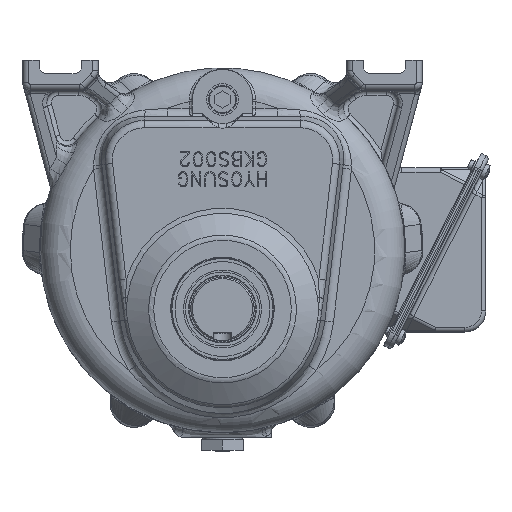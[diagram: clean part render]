
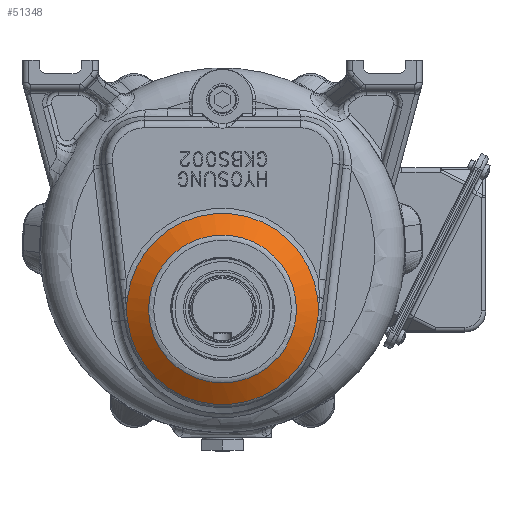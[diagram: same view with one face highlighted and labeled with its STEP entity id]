
A CAD part, top view. The second image highlights one B-rep face of the part: STEP entity #51348.
In plain terms, the highlighted conical face has half-angle 55.561 degrees and reference radius 65 mm.
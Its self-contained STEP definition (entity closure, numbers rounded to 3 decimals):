
#11168=B_SPLINE_CURVE_WITH_KNOTS('',3,(#77461,#77462,#77463,#77464),
 .UNSPECIFIED.,.F.,.F.,(4,4),(0.,0.008),.UNSPECIFIED.);
#11169=B_SPLINE_CURVE_WITH_KNOTS('',3,(#77467,#77468,#77469,#77470),
 .UNSPECIFIED.,.F.,.F.,(4,4),(0.,0.007),.UNSPECIFIED.);
#11170=B_SPLINE_CURVE_WITH_KNOTS('',3,(#77474,#77475,#77476,#77477),
 .UNSPECIFIED.,.F.,.F.,(4,4),(0.,0.007),.UNSPECIFIED.);
#11171=B_SPLINE_CURVE_WITH_KNOTS('',3,(#77479,#77480,#77481,#77482),
 .UNSPECIFIED.,.F.,.F.,(4,4),(0.,0.008),.UNSPECIFIED.);
#12734=ORIENTED_EDGE('',*,*,#28600,.T.);
#12735=ORIENTED_EDGE('',*,*,#28601,.T.);
#12736=ORIENTED_EDGE('',*,*,#28602,.T.);
#12737=ORIENTED_EDGE('',*,*,#28603,.T.);
#12738=ORIENTED_EDGE('',*,*,#28604,.T.);
#12739=ORIENTED_EDGE('',*,*,#28605,.T.);
#12740=ORIENTED_EDGE('',*,*,#28606,.T.);
#28600=EDGE_CURVE('',#36509,#36509,#41286,.F.);
#28601=EDGE_CURVE('',#36510,#36511,#11168,.T.);
#28602=EDGE_CURVE('',#36511,#36512,#11169,.T.);
#28603=EDGE_CURVE('',#36512,#36513,#41287,.T.);
#28604=EDGE_CURVE('',#36513,#36514,#11170,.T.);
#28605=EDGE_CURVE('',#36514,#36515,#11171,.F.);
#28606=EDGE_CURVE('',#36515,#36510,#41288,.F.);
#36509=VERTEX_POINT('',#77460);
#36510=VERTEX_POINT('',#77465);
#36511=VERTEX_POINT('',#77466);
#36512=VERTEX_POINT('',#77471);
#36513=VERTEX_POINT('',#77473);
#36514=VERTEX_POINT('',#77478);
#36515=VERTEX_POINT('',#77483);
#41286=CIRCLE('',#55075,49.034);
#41287=CIRCLE('',#55076,63.476);
#41288=CIRCLE('',#55077,63.466);
#43819=EDGE_LOOP('',(#12734));
#43820=EDGE_LOOP('',(#12735,#12736,#12737,#12738,#12739,#12740));
#47548=FACE_BOUND('',#43819,.T.);
#47549=FACE_BOUND('',#43820,.T.);
#51212=CONICAL_SURFACE('',#55074,65.,0.97);
#51348=ADVANCED_FACE('',(#47548,#47549),#51212,.T.);
#55074=AXIS2_PLACEMENT_3D('',#77458,#60938,#60939);
#55075=AXIS2_PLACEMENT_3D('',#77459,#60940,#60941);
#55076=AXIS2_PLACEMENT_3D('',#77472,#60942,#60943);
#55077=AXIS2_PLACEMENT_3D('',#77484,#60944,#60945);
#60938=DIRECTION('',(0.,0.,-1.));
#60939=DIRECTION('',(0.,1.,0.));
#60940=DIRECTION('',(0.,0.,1.));
#60941=DIRECTION('',(0.,-1.,0.));
#60942=DIRECTION('',(0.,0.,1.));
#60943=DIRECTION('',(0.,-1.,0.));
#60944=DIRECTION('',(0.,0.,-1.));
#60945=DIRECTION('',(0.,1.,0.));
#77458=CARTESIAN_POINT('',(0.,-39.05,140.));
#77459=CARTESIAN_POINT('',(0.,-39.05,150.948));
#77460=CARTESIAN_POINT('',(0.,-88.084,150.948));
#77461=CARTESIAN_POINT('',(-63.013,-31.477,141.052));
#77462=CARTESIAN_POINT('',(-63.336,-34.162,141.052));
#77463=CARTESIAN_POINT('',(-63.647,-36.843,140.94));
#77464=CARTESIAN_POINT('',(-63.922,-39.522,140.738));
#77465=CARTESIAN_POINT('',(-63.013,-31.477,141.052));
#77466=CARTESIAN_POINT('',(-63.922,-39.522,140.738));
#77467=CARTESIAN_POINT('',(-63.922,-39.522,140.738));
#77468=CARTESIAN_POINT('',(-63.608,-41.823,140.941));
#77469=CARTESIAN_POINT('',(-63.315,-44.131,141.045));
#77470=CARTESIAN_POINT('',(-63.044,-46.447,141.045));
#77471=CARTESIAN_POINT('',(-63.044,-46.447,141.045));
#77472=CARTESIAN_POINT('',(0.,-39.05,141.045));
#77473=CARTESIAN_POINT('',(63.044,-46.447,141.045));
#77474=CARTESIAN_POINT('',(63.044,-46.447,141.045));
#77475=CARTESIAN_POINT('',(63.315,-44.131,141.045));
#77476=CARTESIAN_POINT('',(63.608,-41.823,140.941));
#77477=CARTESIAN_POINT('',(63.922,-39.522,140.738));
#77478=CARTESIAN_POINT('',(63.922,-39.522,140.738));
#77479=CARTESIAN_POINT('',(63.013,-31.477,141.052));
#77480=CARTESIAN_POINT('',(63.336,-34.162,141.052));
#77481=CARTESIAN_POINT('',(63.647,-36.843,140.94));
#77482=CARTESIAN_POINT('',(63.922,-39.522,140.738));
#77483=CARTESIAN_POINT('',(63.013,-31.477,141.052));
#77484=CARTESIAN_POINT('',(0.,-39.05,141.052));
